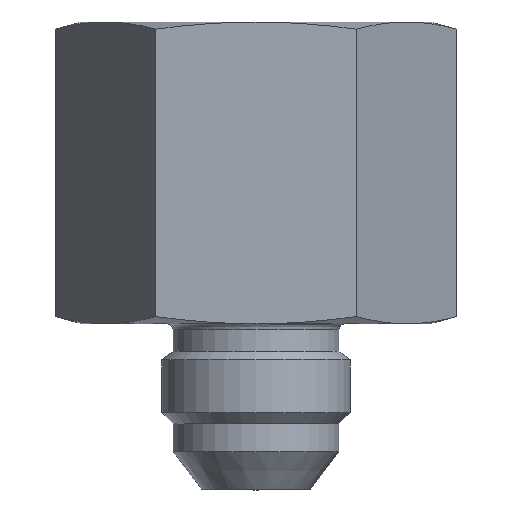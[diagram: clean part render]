
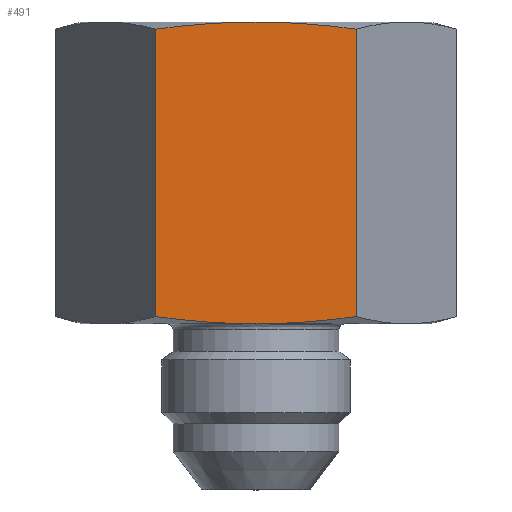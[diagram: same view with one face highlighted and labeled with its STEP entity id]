
A CAD part, left-side view. The second image highlights one B-rep face of the part: STEP entity #491.
In plain terms, the highlighted planar face has unit normal (-1, 0, 0).
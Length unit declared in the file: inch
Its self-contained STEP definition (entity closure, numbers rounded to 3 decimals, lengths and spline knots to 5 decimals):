
#79=CARTESIAN_POINT('',(-0.6875,0.39693,-0.0285));
#80=VERTEX_POINT('',#79);
#96=CARTESIAN_POINT('',(-0.6875,0.,0.));
#97=VERTEX_POINT('',#96);
#98=CARTESIAN_POINT('',(-0.6875,0.,0.));
#99=CARTESIAN_POINT('',(-0.6875,0.18422,0.));
#100=CARTESIAN_POINT('',(-0.6875,0.39693,-0.0285));
#108=(BOUNDED_CURVE()B_SPLINE_CURVE(2,(#98,#99,#100),.UNSPECIFIED.,.F.,.U.)B_SPLINE_CURVE_WITH_KNOTS((3,3),(1.02991,2.04325),.UNSPECIFIED.)CURVE()GEOMETRIC_REPRESENTATION_ITEM()RATIONAL_B_SPLINE_CURVE((1.0,1.039,1.001))REPRESENTATION_ITEM(''));
#109=EDGE_CURVE('',#97,#80,#108,.T.);
#306=CARTESIAN_POINT('',(-0.6875,-0.39693,-0.0285));
#307=VERTEX_POINT('',#306);
#328=CARTESIAN_POINT('',(-0.6875,-0.39693,-0.0285));
#329=CARTESIAN_POINT('',(-0.6875,-0.18422,0.));
#330=CARTESIAN_POINT('',(-0.6875,0.,0.));
#338=(BOUNDED_CURVE()B_SPLINE_CURVE(2,(#328,#329,#330),.UNSPECIFIED.,.F.,.U.)B_SPLINE_CURVE_WITH_KNOTS((3,3),(0.01657,1.02991),.UNSPECIFIED.)CURVE()GEOMETRIC_REPRESENTATION_ITEM()RATIONAL_B_SPLINE_CURVE((1.001,1.039,1.0))REPRESENTATION_ITEM(''));
#339=EDGE_CURVE('',#307,#97,#338,.T.);
#405=CARTESIAN_POINT('',(-0.6875,-0.39693,-1.1645));
#406=VERTEX_POINT('',#405);
#407=CARTESIAN_POINT('',(-0.6875,-0.39693,-0.0285));
#408=DIRECTION('',(0.0,0.0,-1.0));
#409=VECTOR('',#408,1.136);
#410=LINE('',#407,#409);
#411=EDGE_CURVE('',#307,#406,#410,.T.);
#445=CARTESIAN_POINT('',(-0.6875,0.39693,0.0));
#446=DIRECTION('',(-1.0,0.0,0.0));
#447=DIRECTION('',(0.0,0.0,1.0));
#448=AXIS2_PLACEMENT_3D('',#445,#446,#447);
#449=PLANE('',#448);
#450=ORIENTED_EDGE('',*,*,#339,.T.);
#451=ORIENTED_EDGE('',*,*,#109,.T.);
#452=CARTESIAN_POINT('',(-0.6875,0.39693,-1.1645));
#453=VERTEX_POINT('',#452);
#454=CARTESIAN_POINT('',(-0.6875,0.39693,-0.0285));
#455=DIRECTION('',(0.0,0.0,-1.0));
#456=VECTOR('',#455,1.136);
#457=LINE('',#454,#456);
#458=EDGE_CURVE('',#80,#453,#457,.T.);
#459=ORIENTED_EDGE('',*,*,#458,.T.);
#460=CARTESIAN_POINT('',(-0.6875,0.,-1.193));
#461=VERTEX_POINT('',#460);
#462=CARTESIAN_POINT('',(-0.6875,0.39693,-1.1645));
#463=CARTESIAN_POINT('',(-0.6875,0.18422,-1.193));
#464=CARTESIAN_POINT('',(-0.6875,0.,-1.193));
#472=(BOUNDED_CURVE()B_SPLINE_CURVE(2,(#462,#463,#464),.UNSPECIFIED.,.F.,.U.)B_SPLINE_CURVE_WITH_KNOTS((3,3),(0.00031,1.01172),.UNSPECIFIED.)CURVE()GEOMETRIC_REPRESENTATION_ITEM()RATIONAL_B_SPLINE_CURVE((1.,1.038,1.0))REPRESENTATION_ITEM(''));
#473=EDGE_CURVE('',#453,#461,#472,.T.);
#474=ORIENTED_EDGE('',*,*,#473,.T.);
#475=CARTESIAN_POINT('',(-0.6875,0.,-1.193));
#476=CARTESIAN_POINT('',(-0.6875,-0.18422,-1.193));
#477=CARTESIAN_POINT('',(-0.6875,-0.39693,-1.1645));
#485=(BOUNDED_CURVE()B_SPLINE_CURVE(2,(#475,#476,#477),.UNSPECIFIED.,.F.,.U.)B_SPLINE_CURVE_WITH_KNOTS((3,3),(1.01172,2.02313),.UNSPECIFIED.)CURVE()GEOMETRIC_REPRESENTATION_ITEM()RATIONAL_B_SPLINE_CURVE((1.0,1.038,1.))REPRESENTATION_ITEM(''));
#486=EDGE_CURVE('',#461,#406,#485,.T.);
#487=ORIENTED_EDGE('',*,*,#486,.T.);
#488=ORIENTED_EDGE('',*,*,#411,.F.);
#489=EDGE_LOOP('',(#450,#451,#459,#474,#487,#488));
#490=FACE_OUTER_BOUND('',#489,.T.);
#491=ADVANCED_FACE('',(#490),#449,.T.);
